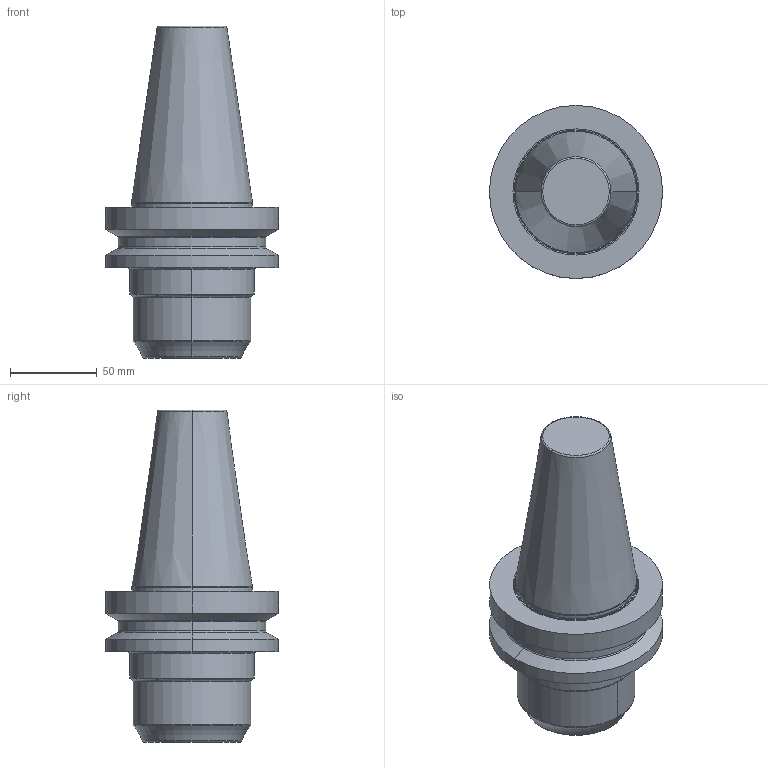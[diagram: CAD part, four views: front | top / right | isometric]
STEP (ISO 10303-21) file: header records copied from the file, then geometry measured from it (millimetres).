
FILE_DESCRIPTION((''),'2;1');
FILE_NAME('607635461-000-00-E43','2022-01-18T09:59:39',('Bahnemannr'),(''),'CREO PARAMETRIC BY PTC INC, 2019030','CREO PARAMETRIC BY PTC INC, 2019030','');
FILE_SCHEMA(('AP242_MANAGED_MODEL_BASED_3D_ENGINEERING_MIM_LF { 1 0 10303 442 1 1 4 }'));
Length unit declared in the file: millimetre
Products named in the file (1): 607635461-000-00-E43
Bounding box: 100 x 100 x 191.8 mm (x, y, z)
Volume: 650802.9 mm3; surface area: 60604.1 mm2
Topology: 1 solids, 1 shells, 58 faces, 114 edges, 62 vertices
Faces by surface type: torus 26, cylinder 14, cone 12, plane 6
Entity records: 2429 total; most frequent: DIRECTION 326, CARTESIAN_POINT 240, ORIENTED_EDGE 228, AXIS2_PLACEMENT_3D 150, PRESENTATION_STYLE_ASSIGNMENT 118, STYLED_ITEM 118, CURVE_STYLE 117, EDGE_CURVE 114
